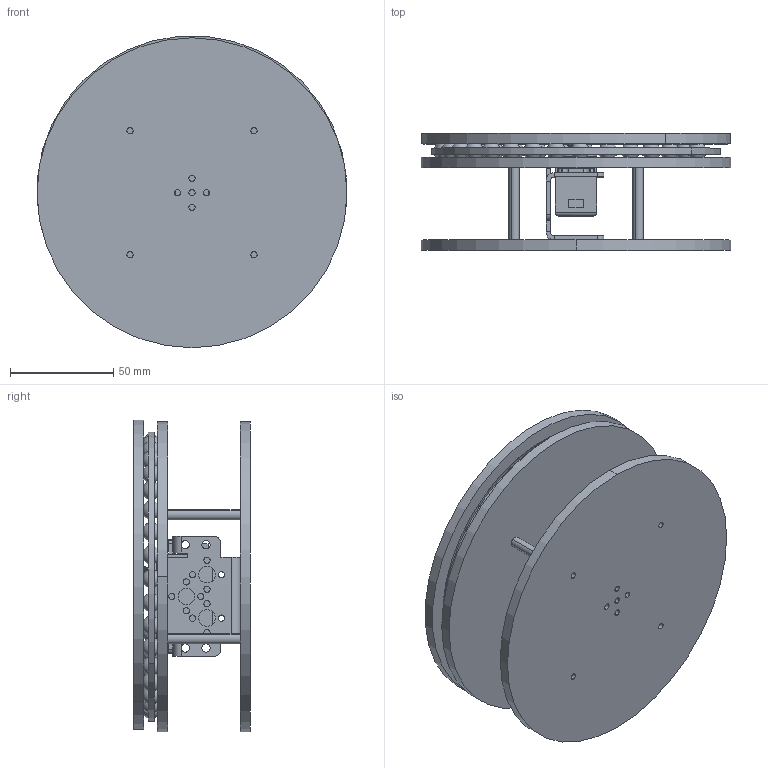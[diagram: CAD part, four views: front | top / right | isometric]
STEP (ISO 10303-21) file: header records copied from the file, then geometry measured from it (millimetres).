
FILE_DESCRIPTION (( 'STEP AP203' ), '1' );
FILE_NAME ('BaseManipulador_6R_Predeterminado_sldprt.STEP', '2020-07-02T21:41:54', ( '' ), ( '' ), 'SwSTEP 2.0', 'SolidWorks 2020', '' );
FILE_SCHEMA (( 'CONFIG_CONTROL_DESIGN' ));
Length unit declared in the file: millimetre
Products named in the file (1): BaseManipulador_6R_Predeterminado_sldprt
Bounding box: 150 x 56.5 x 150.75 mm (x, y, z)
Volume: 300123.6 mm3; surface area: 146091.2 mm2
Topology: 36 solids, 36 shells, 554 faces, 1559 edges, 1032 vertices
Faces by surface type: cylinder 298, plane 192, sphere 50, torus 12, cone 2
Entity records: 17618 total; most frequent: DIRECTION 3201, CARTESIAN_POINT 2970, ORIENTED_EDGE 2868, EDGE_CURVE 1434, AXIS2_PLACEMENT_3D 1220, VERTEX_POINT 957, LINE 761, EDGE_LOOP 761
